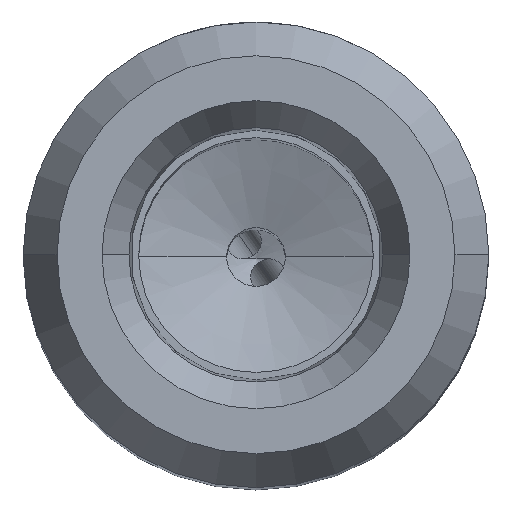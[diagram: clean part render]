
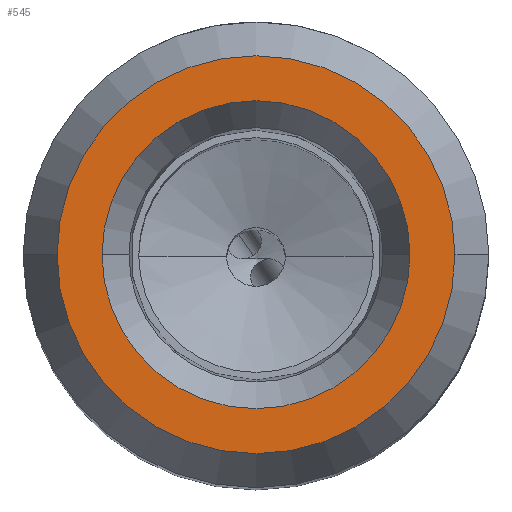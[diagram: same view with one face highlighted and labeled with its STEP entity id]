
A CAD part, top view. The second image highlights one B-rep face of the part: STEP entity #545.
In plain terms, the highlighted planar face has unit normal (0, 0, 1).
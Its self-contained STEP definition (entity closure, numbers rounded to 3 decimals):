
#154=FACE_BOUND('',#950,.T.);
#155=FACE_BOUND('',#951,.T.);
#187=PLANE('',#3877);
#545=ADVANCED_FACE('',(#154,#155),#187,.T.);
#950=EDGE_LOOP('',(#1426,#1427));
#951=EDGE_LOOP('',(#1428,#1429));
#1128=CIRCLE('',#3859,5.25);
#1135=CIRCLE('',#3872,6.783);
#1136=CIRCLE('',#3874,6.783);
#1137=CIRCLE('',#3876,5.25);
#1426=ORIENTED_EDGE('',*,*,#2940,.T.);
#1427=ORIENTED_EDGE('',*,*,#2918,.T.);
#1428=ORIENTED_EDGE('',*,*,#2936,.T.);
#1429=ORIENTED_EDGE('',*,*,#2939,.T.);
#2490=VERTEX_POINT('',#5904);
#2491=VERTEX_POINT('',#5905);
#2504=VERTEX_POINT('',#5951);
#2505=VERTEX_POINT('',#5952);
#2918=EDGE_CURVE('',#2490,#2491,#1128,.T.);
#2936=EDGE_CURVE('',#2504,#2505,#1135,.T.);
#2939=EDGE_CURVE('',#2505,#2504,#1136,.T.);
#2940=EDGE_CURVE('',#2491,#2490,#1137,.T.);
#3859=AXIS2_PLACEMENT_3D('',#5903,#4247,#4248);
#3872=AXIS2_PLACEMENT_3D('',#5950,#4281,#4282);
#3874=AXIS2_PLACEMENT_3D('',#5956,#4287,#4288);
#3876=AXIS2_PLACEMENT_3D('',#5958,#4291,#4292);
#3877=AXIS2_PLACEMENT_3D('',#5959,#4293,#4294);
#4247=DIRECTION('',(0.,0.,-1.));
#4248=DIRECTION('',(1.,0.,0.));
#4281=DIRECTION('',(0.,0.,1.));
#4282=DIRECTION('',(-1.,0.,0.));
#4287=DIRECTION('',(0.,0.,1.));
#4288=DIRECTION('',(1.,0.,0.));
#4291=DIRECTION('',(0.,0.,-1.));
#4292=DIRECTION('',(-1.,0.,0.));
#4293=DIRECTION('',(0.,0.,1.));
#4294=DIRECTION('',(-1.,0.,0.));
#5903=CARTESIAN_POINT('',(0.,0.,24.5));
#5904=CARTESIAN_POINT('',(5.25,0.,24.5));
#5905=CARTESIAN_POINT('',(-5.25,0.,24.5));
#5950=CARTESIAN_POINT('',(0.,0.,24.5));
#5951=CARTESIAN_POINT('',(-6.783,0.,24.5));
#5952=CARTESIAN_POINT('',(6.783,0.,24.5));
#5956=CARTESIAN_POINT('',(0.,0.,24.5));
#5958=CARTESIAN_POINT('',(0.,0.,24.5));
#5959=CARTESIAN_POINT('',(0.,0.,24.5));
